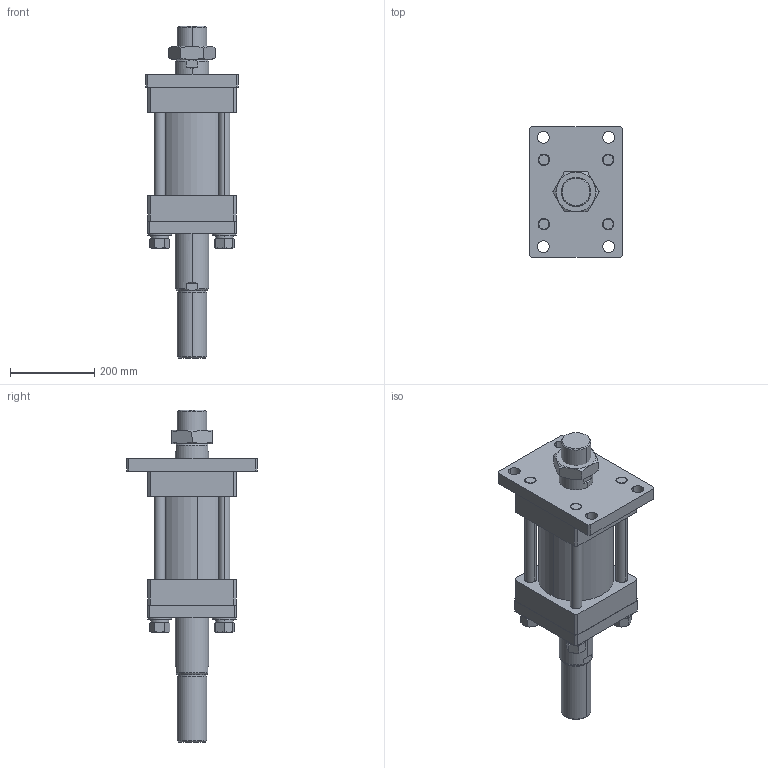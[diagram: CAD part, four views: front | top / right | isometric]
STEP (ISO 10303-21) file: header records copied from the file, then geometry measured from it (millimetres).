
FILE_DESCRIPTION (( 'STEP AP203' ), '1' );
FILE_NAME ('HOD-150-80-100-FA.STEP', '2021-04-27T08:46:16', ( '微软用户' ), ( '微软中国' ), 'SwSTEP 2.0', 'SolidWorks 2012', '' );
FILE_SCHEMA (( 'CONFIG_CONTROL_DESIGN' ));
Length unit declared in the file: millimetre
Products named in the file (11): HOD-150-80-100活塞杆; HOD-150-80-100-FA嶺裝; HOB-150-80-100楊擘; HOB-150-80-100前盖; HOB-150-80-100掛极; plain washers--product grade c gb_GB_FASTENER_WASHER_SMWC 30; spring lock washers--normal type gb_GB_FASTENER_WASHER_SW 27; HOD-150-80-100-FA; hex nuts, style 1-grades ab gb_GB_FASTENER_NUT_SNAB1  B M27-N; hex thin nuts grades ab gb_GB_FASTENER_NUT_STNABTT  B M64X4.0-C; HOB-150-80-100-FA楊擘
Assembly tree (23 placements, depth 2):
  HOD-150-80-100-FA
    HOB-150-80-100楊擘
    HOB-150-80-100前盖  x2
    HOB-150-80-100掛极
    HOD-150-80-100活塞杆
    HOD-150-80-100-FA嶺裝  x4
    plain washers--product grade c gb_GB_FASTENER_WASHER_SMWC 30  x4
    spring lock washers--normal type gb_GB_FASTENER_WASHER_SW 27  x4
    hex nuts, style 1-grades ab gb_GB_FASTENER_NUT_SNAB1  B M27-N  x4
    hex thin nuts grades ab gb_GB_FASTENER_NUT_STNABTT  B M64X4.0-C
    HOB-150-80-100-FA楊擘
Bounding box: 220 x 310 x 788 mm (x, y, z)
Volume: 14479590.3 mm3; surface area: 1326928.1 mm2
Topology: 23 solids, 23 shells, 374 faces, 856 edges, 540 vertices
Faces by surface type: cylinder 148, plane 130, cone 84, torus 12
Entity records: 8078 total; most frequent: CARTESIAN_POINT 1569, DIRECTION 1131, ORIENTED_EDGE 970, EDGE_CURVE 485, AXIS2_PLACEMENT_3D 460, VERTEX_POINT 308, EDGE_LOOP 263, CIRCLE 228
